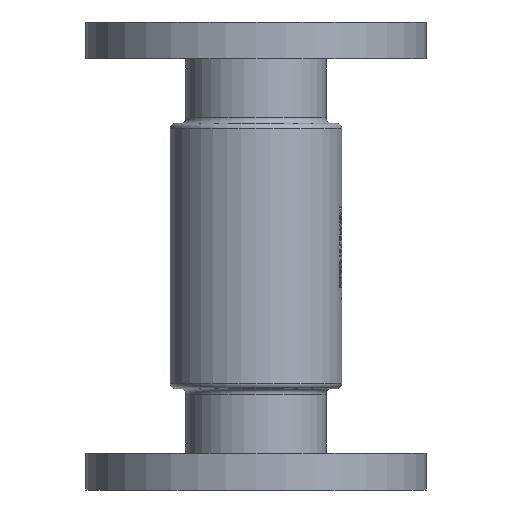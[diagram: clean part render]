
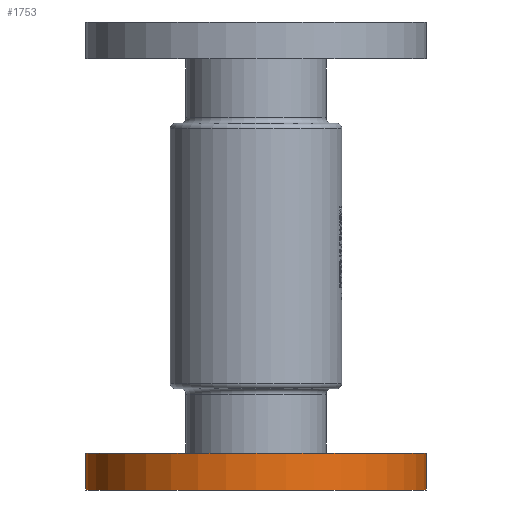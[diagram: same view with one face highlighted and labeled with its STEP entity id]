
A CAD part, front view. The second image highlights one B-rep face of the part: STEP entity #1753.
In plain terms, the highlighted cylindrical face has radius 92.5 mm (diameter 185 mm), a partial arc.
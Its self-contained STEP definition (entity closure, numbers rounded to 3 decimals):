
#507 = VERTEX_POINT ( 'NONE', #24342 ) ;
#1407 = VERTEX_POINT ( 'NONE', #15695 ) ;
#1743 = FACE_OUTER_BOUND ( 'NONE', #10915, .T. ) ;
#1753 = ADVANCED_FACE ( 'NONE', ( #1743 ), #24760, .T. ) ;
#1846 = VECTOR ( 'NONE', #26339, 1000. ) ;
#3393 = CARTESIAN_POINT ( 'NONE',  ( 92.5, 0., -254. ) ) ;
#5290 = CARTESIAN_POINT ( 'NONE',  ( -92.5, 0., -254. ) ) ;
#5327 = CARTESIAN_POINT ( 'NONE',  ( 92.5, 0., -254. ) ) ;
#6111 = DIRECTION ( 'NONE',  ( 0., 0., -1. ) ) ;
#6425 = CARTESIAN_POINT ( 'NONE',  ( 0., 0., -254. ) ) ;
#7286 = VECTOR ( 'NONE', #6111, 1000. ) ;
#8838 = DIRECTION ( 'NONE',  ( 1., 0., 0. ) ) ;
#9101 = CIRCLE ( 'NONE', #25094, 92.5 ) ;
#10470 = CARTESIAN_POINT ( 'NONE',  ( -92.5, 0., -254. ) ) ;
#10732 = ORIENTED_EDGE ( 'NONE', *, *, #12094, .F. ) ;
#10777 = DIRECTION ( 'NONE',  ( 0., 0., 1. ) ) ;
#10786 = EDGE_CURVE ( 'NONE', #1407, #20334, #18751, .T. ) ;
#10915 = EDGE_LOOP ( 'NONE', ( #19300, #18870, #23804, #10732 ) ) ;
#11103 = DIRECTION ( 'NONE',  ( 0., 0., -1. ) ) ;
#12094 = EDGE_CURVE ( 'NONE', #507, #12464, #14737, .T. ) ;
#12162 = CIRCLE ( 'NONE', #26697, 92.5 ) ;
#12464 = VERTEX_POINT ( 'NONE', #5327 ) ;
#14678 = DIRECTION ( 'NONE',  ( 0., 0., 1. ) ) ;
#14737 = LINE ( 'NONE', #3393, #7286 ) ;
#15695 = CARTESIAN_POINT ( 'NONE',  ( -92.5, 0., -234. ) ) ;
#17331 = EDGE_CURVE ( 'NONE', #20334, #12464, #9101, .T. ) ;
#17750 = CARTESIAN_POINT ( 'NONE',  ( 0., 0., -234. ) ) ;
#18751 = LINE ( 'NONE', #5290, #1846 ) ;
#18870 = ORIENTED_EDGE ( 'NONE', *, *, #10786, .T. ) ;
#19300 = ORIENTED_EDGE ( 'NONE', *, *, #26685, .F. ) ;
#20021 = DIRECTION ( 'NONE',  ( 1., 0., 0. ) ) ;
#20334 = VERTEX_POINT ( 'NONE', #10470 ) ;
#22494 = AXIS2_PLACEMENT_3D ( 'NONE', #6425, #11103, #8838 ) ;
#23804 = ORIENTED_EDGE ( 'NONE', *, *, #17331, .T. ) ;
#24229 = DIRECTION ( 'NONE',  ( 1., 0., 0. ) ) ;
#24342 = CARTESIAN_POINT ( 'NONE',  ( 92.5, 0., -234. ) ) ;
#24760 = CYLINDRICAL_SURFACE ( 'NONE', #22494, 92.5 ) ;
#25094 = AXIS2_PLACEMENT_3D ( 'NONE', #28776, #14678, #24229 ) ;
#26339 = DIRECTION ( 'NONE',  ( 0., 0., -1. ) ) ;
#26685 = EDGE_CURVE ( 'NONE', #1407, #507, #12162, .T. ) ;
#26697 = AXIS2_PLACEMENT_3D ( 'NONE', #17750, #10777, #20021 ) ;
#28776 = CARTESIAN_POINT ( 'NONE',  ( 0., 0., -254. ) ) ;
